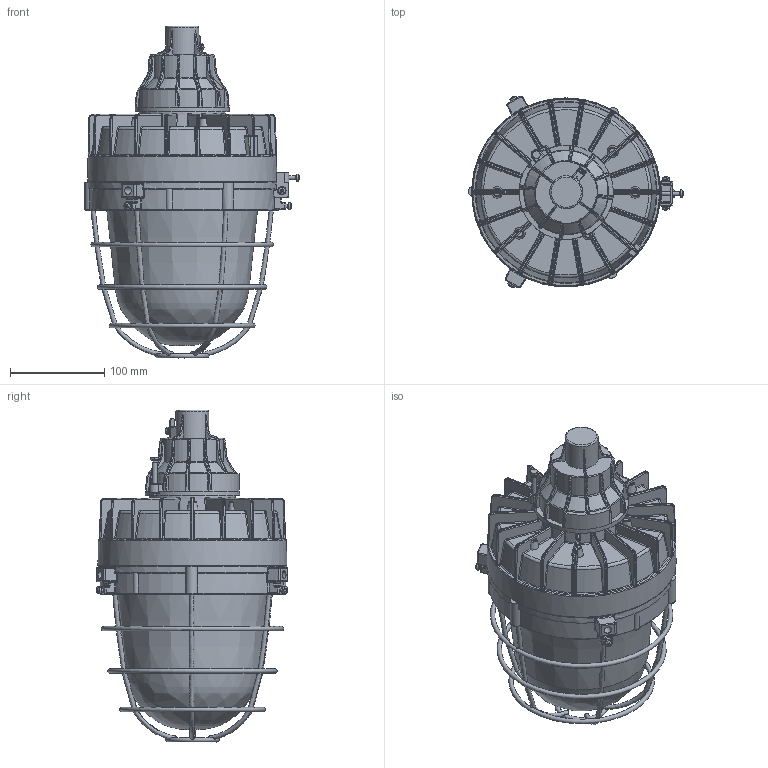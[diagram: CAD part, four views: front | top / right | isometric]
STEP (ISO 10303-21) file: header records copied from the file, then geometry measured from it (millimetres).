
FILE_DESCRIPTION((''),'2;1');
FILE_NAME('СГЖ01-7440С_Т_220AC.stp','2019-06-04T10:07:17',('L.A.Ronzhin'),(''),'Autodesk Inventor 2012','Autodesk Inventor 2012','');
FILE_SCHEMA(('AUTOMOTIVE_DESIGN { 1 0 10303 214 1 1 1 1 }'));
Length unit declared in the file: millimetre
Products named in the file (1): СГЖ01-7440С_Т_220AC
Bounding box: 227.82 x 203.62 x 352.41 mm (x, y, z)
Surface area: 293862.3 mm2 (no closed solid volume)
Topology: 0 solids, 1 shells, 1580 faces, 3918 edges, 2352 vertices
Faces by surface type: plane 413, cylinder 413, bspline 330, torus 233, cone 98, sphere 87, revolution 6
Full cylindrical faces by diameter (mm): 3.2 x2, 3.65 x6, 4 x10, 4.134 x1, 4.3 x2, 4.4 x2, 4.567 x2, 5 x2, 5.1 x1, 5.2 x1, 6 x6, 6.7 x2, 8 x3, 9 x2, 9.8 x1, 25 x1, 35 x1, 160 x1, 162 x1, 195 x1
Entity records: 74697 total; most frequent: CARTESIAN_POINT 38118, ORIENTED_EDGE 7558, DIRECTION 7112, EDGE_CURVE 3779, AXIS2_PLACEMENT_3D 3034, VERTEX_POINT 2305, EDGE_LOOP 1756, FACE_OUTER_BOUND 1580
